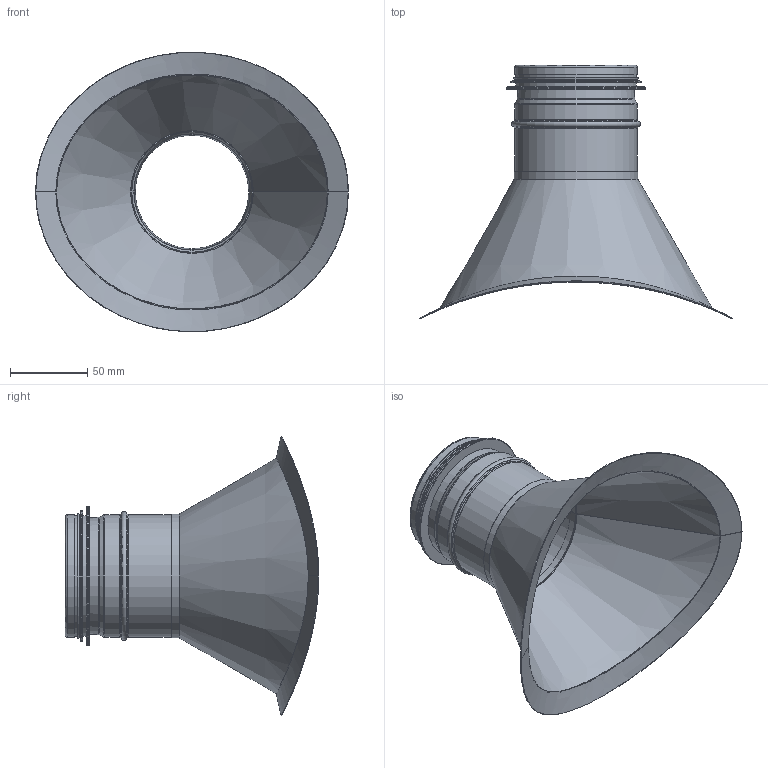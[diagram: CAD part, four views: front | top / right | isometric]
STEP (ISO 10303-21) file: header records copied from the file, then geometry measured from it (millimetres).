
FILE_DESCRIPTION((''),'2;1');
FILE_NAME('HPSR_400-80.stp','2014-02-24T12:53:41',(''),(''),'Autodesk Inventor 2013','Autodesk Inventor 2013','');
FILE_SCHEMA(('AUTOMOTIVE_DESIGN { 1 2 10303 214 0 1 1 1 }'));
Length unit declared in the file: millimetre
Products named in the file (5): HPSR_400-80; HPSRKonadRörämne_400-80; StosStödsick-80; StosStödsickRörämne-80; 999002
Assembly tree (4 placements, depth 3):
  HPSR_400-80
    HPSRKonadRörämne_400-80
    StosStödsick-80
      StosStödsickRörämne-80
      999002
Bounding box: 202.16 x 163.66 x 180.46 mm (x, y, z)
Volume: 39150.4 mm3; surface area: 136285 mm2
Topology: 3 solids, 3 shells, 105 faces, 209 edges, 113 vertices
Faces by surface type: plane 47, torus 22, cylinder 16, cone 12, bspline 8
Full cylindrical faces by diameter (mm): 73.25 x1, 74.25 x1, 75.45 x1, 78.05 x6, 79.05 x4, 80.05 x1, 84.45 x1, 89.45 x1
Entity records: 4200 total; most frequent: CARTESIAN_POINT 1843, DIRECTION 478, ORIENTED_EDGE 390, AXIS2_PLACEMENT_3D 196, EDGE_CURVE 195, EDGE_LOOP 124, VERTEX_POINT 113, STYLED_ITEM 108
